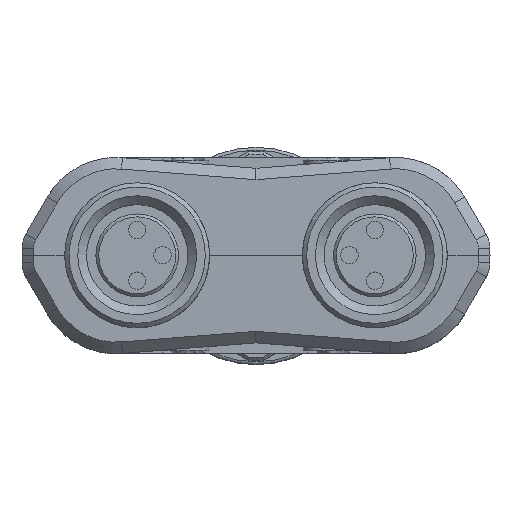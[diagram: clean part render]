
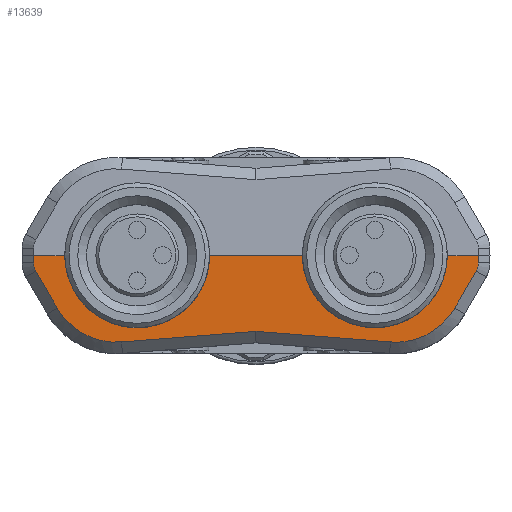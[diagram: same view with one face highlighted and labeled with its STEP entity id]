
A CAD part, top view. The second image highlights one B-rep face of the part: STEP entity #13639.
In plain terms, the highlighted planar face has unit normal (0, -0.018, 1).
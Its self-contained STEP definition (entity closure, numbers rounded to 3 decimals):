
#10403=CARTESIAN_POINT('',(13.1,0.,13.2));
#10404=VERTEX_POINT('',#10403);
#10405=CARTESIAN_POINT('',(15.35,0.,13.2));
#10406=VERTEX_POINT('',#10405);
#10407=CARTESIAN_POINT('',(13.1,0.,13.2));
#10408=DIRECTION('',(1.0,0.0,0.0));
#10409=VECTOR('',#10408,2.25);
#10410=LINE('',#10407,#10409);
#10411=EDGE_CURVE('',#10404,#10406,#10410,.T.);
#10474=CARTESIAN_POINT('',(-15.35,0.,13.2));
#10475=VERTEX_POINT('',#10474);
#10482=CARTESIAN_POINT('',(-13.1,0.,13.2));
#10483=VERTEX_POINT('',#10482);
#10484=CARTESIAN_POINT('',(-15.35,0.,13.2));
#10485=DIRECTION('',(1.0,0.0,0.0));
#10486=VECTOR('',#10485,2.25);
#10487=LINE('',#10484,#10486);
#10488=EDGE_CURVE('',#10475,#10483,#10487,.T.);
#10490=CARTESIAN_POINT('',(-3.3,0.,13.2));
#10491=VERTEX_POINT('',#10490);
#10506=CARTESIAN_POINT('',(3.3,0.,13.2));
#10507=VERTEX_POINT('',#10506);
#10508=CARTESIAN_POINT('',(-3.3,0.,13.2));
#10509=DIRECTION('',(1.0,0.0,0.0));
#10510=VECTOR('',#10509,6.6);
#10511=LINE('',#10508,#10510);
#10512=EDGE_CURVE('',#10491,#10507,#10511,.T.);
#13519=CARTESIAN_POINT('',(16.885,-6.278,13.09));
#13520=DIRECTION('',(0.,-0.017,1.));
#13521=DIRECTION('',(1.0,0.0,0.0));
#13522=AXIS2_PLACEMENT_3D('',#13519,#13520,#13521);
#13523=PLANE('',#13522);
#13524=ORIENTED_EDGE('',*,*,#10411,.F.);
#13525=CARTESIAN_POINT('',(13.1,0.,13.2));
#13526=CARTESIAN_POINT('',(13.1,-9.8,13.029));
#13527=CARTESIAN_POINT('',(3.3,-9.8,13.029));
#13528=CARTESIAN_POINT('',(3.3,0.,13.2));
#13536=(BOUNDED_CURVE()B_SPLINE_CURVE(3,(#13525,#13526,#13527,#13528),.UNSPECIFIED.,.F.,.U.)B_SPLINE_CURVE_WITH_KNOTS((4,4),(1.571,4.712),.UNSPECIFIED.)CURVE()GEOMETRIC_REPRESENTATION_ITEM()RATIONAL_B_SPLINE_CURVE((1.0,0.333,0.333,1.0))REPRESENTATION_ITEM(''));
#13537=EDGE_CURVE('',#10404,#10507,#13536,.T.);
#13538=ORIENTED_EDGE('',*,*,#13537,.T.);
#13539=ORIENTED_EDGE('',*,*,#10512,.F.);
#13540=CARTESIAN_POINT('',(-3.3,0.,13.2));
#13541=CARTESIAN_POINT('',(-3.3,-9.8,13.029));
#13542=CARTESIAN_POINT('',(-13.1,-9.8,13.029));
#13543=CARTESIAN_POINT('',(-13.1,0.,13.2));
#13551=(BOUNDED_CURVE()B_SPLINE_CURVE(3,(#13540,#13541,#13542,#13543),.UNSPECIFIED.,.F.,.U.)B_SPLINE_CURVE_WITH_KNOTS((4,4),(1.571,4.712),.UNSPECIFIED.)CURVE()GEOMETRIC_REPRESENTATION_ITEM()RATIONAL_B_SPLINE_CURVE((1.0,0.333,0.333,1.0))REPRESENTATION_ITEM(''));
#13552=EDGE_CURVE('',#10491,#10483,#13551,.T.);
#13553=ORIENTED_EDGE('',*,*,#13552,.T.);
#13554=ORIENTED_EDGE('',*,*,#10488,.F.);
#13555=CARTESIAN_POINT('',(-15.346,-0.505,13.191));
#13556=VERTEX_POINT('',#13555);
#13557=CARTESIAN_POINT('',(-15.346,-0.505,13.191));
#13558=DIRECTION('',(-0.009,1.,0.017));
#13559=VECTOR('',#13558,0.505);
#13560=LINE('',#13557,#13559);
#13561=EDGE_CURVE('',#13556,#10475,#13560,.T.);
#13562=ORIENTED_EDGE('',*,*,#13561,.F.);
#13563=CARTESIAN_POINT('',(-15.185,-1.094,13.181));
#13564=VERTEX_POINT('',#13563);
#13565=CARTESIAN_POINT('',(-15.185,-1.094,13.181));
#13566=CARTESIAN_POINT('',(-15.288,-0.916,13.184));
#13567=CARTESIAN_POINT('',(-15.344,-0.711,13.188));
#13568=CARTESIAN_POINT('',(-15.346,-0.505,13.191));
#13569=QUASI_UNIFORM_CURVE('',3,(#13565,#13566,#13567,#13568),.UNSPECIFIED.,.F.,.U.);
#13570=EDGE_CURVE('',#13564,#13556,#13569,.T.);
#13571=ORIENTED_EDGE('',*,*,#13570,.F.);
#13572=CARTESIAN_POINT('',(-13.72,-3.631,13.137));
#13573=VERTEX_POINT('',#13572);
#13574=CARTESIAN_POINT('',(-13.72,-3.631,13.137));
#13575=DIRECTION('',(-0.5,0.866,0.015));
#13576=VECTOR('',#13575,2.93);
#13577=LINE('',#13574,#13576);
#13578=EDGE_CURVE('',#13573,#13564,#13577,.T.);
#13579=ORIENTED_EDGE('',*,*,#13578,.F.);
#13580=CARTESIAN_POINT('',(-9.281,-5.966,13.096));
#13581=VERTEX_POINT('',#13580);
#13582=CARTESIAN_POINT('',(-9.281,-5.966,13.096));
#13583=CARTESIAN_POINT('',(-11.048,-6.125,13.093));
#13584=CARTESIAN_POINT('',(-12.85,-5.177,13.11));
#13585=CARTESIAN_POINT('',(-13.72,-3.631,13.137));
#13586=QUASI_UNIFORM_CURVE('',3,(#13582,#13583,#13584,#13585),.UNSPECIFIED.,.F.,.U.);
#13587=EDGE_CURVE('',#13581,#13573,#13586,.T.);
#13588=ORIENTED_EDGE('',*,*,#13587,.F.);
#13589=CARTESIAN_POINT('',(0.,-5.236,13.109));
#13590=VERTEX_POINT('',#13589);
#13591=CARTESIAN_POINT('',(0.,-5.236,13.109));
#13592=DIRECTION('',(-0.997,-0.078,-0.001));
#13593=VECTOR('',#13592,9.31);
#13594=LINE('',#13591,#13593);
#13595=EDGE_CURVE('',#13590,#13581,#13594,.T.);
#13596=ORIENTED_EDGE('',*,*,#13595,.F.);
#13597=CARTESIAN_POINT('',(9.281,-5.966,13.096));
#13598=VERTEX_POINT('',#13597);
#13599=CARTESIAN_POINT('',(9.281,-5.966,13.096));
#13600=DIRECTION('',(-0.997,0.078,0.001));
#13601=VECTOR('',#13600,9.31);
#13602=LINE('',#13599,#13601);
#13603=EDGE_CURVE('',#13598,#13590,#13602,.T.);
#13604=ORIENTED_EDGE('',*,*,#13603,.F.);
#13605=CARTESIAN_POINT('',(13.72,-3.631,13.137));
#13606=VERTEX_POINT('',#13605);
#13607=CARTESIAN_POINT('',(13.72,-3.631,13.137));
#13608=CARTESIAN_POINT('',(12.85,-5.177,13.11));
#13609=CARTESIAN_POINT('',(11.048,-6.125,13.093));
#13610=CARTESIAN_POINT('',(9.281,-5.966,13.096));
#13611=QUASI_UNIFORM_CURVE('',3,(#13607,#13608,#13609,#13610),.UNSPECIFIED.,.F.,.U.);
#13612=EDGE_CURVE('',#13606,#13598,#13611,.T.);
#13613=ORIENTED_EDGE('',*,*,#13612,.F.);
#13614=CARTESIAN_POINT('',(15.185,-1.094,13.181));
#13615=VERTEX_POINT('',#13614);
#13616=CARTESIAN_POINT('',(15.185,-1.094,13.181));
#13617=DIRECTION('',(-0.5,-0.866,-0.015));
#13618=VECTOR('',#13617,2.93);
#13619=LINE('',#13616,#13618);
#13620=EDGE_CURVE('',#13615,#13606,#13619,.T.);
#13621=ORIENTED_EDGE('',*,*,#13620,.F.);
#13622=CARTESIAN_POINT('',(15.346,-0.505,13.191));
#13623=VERTEX_POINT('',#13622);
#13624=CARTESIAN_POINT('',(15.346,-0.505,13.191));
#13625=CARTESIAN_POINT('',(15.344,-0.711,13.188));
#13626=CARTESIAN_POINT('',(15.288,-0.916,13.184));
#13627=CARTESIAN_POINT('',(15.185,-1.094,13.181));
#13628=QUASI_UNIFORM_CURVE('',3,(#13624,#13625,#13626,#13627),.UNSPECIFIED.,.F.,.U.);
#13629=EDGE_CURVE('',#13623,#13615,#13628,.T.);
#13630=ORIENTED_EDGE('',*,*,#13629,.F.);
#13631=CARTESIAN_POINT('',(15.35,0.,13.2));
#13632=DIRECTION('',(-0.009,-1.,-0.017));
#13633=VECTOR('',#13632,0.505);
#13634=LINE('',#13631,#13633);
#13635=EDGE_CURVE('',#10406,#13623,#13634,.T.);
#13636=ORIENTED_EDGE('',*,*,#13635,.F.);
#13637=EDGE_LOOP('',(#13524,#13538,#13539,#13553,#13554,#13562,#13571,#13579,#13588,#13596,#13604,#13613,#13621,#13630,#13636));
#13638=FACE_OUTER_BOUND('',#13637,.T.);
#13639=ADVANCED_FACE('',(#13638),#13523,.T.);
